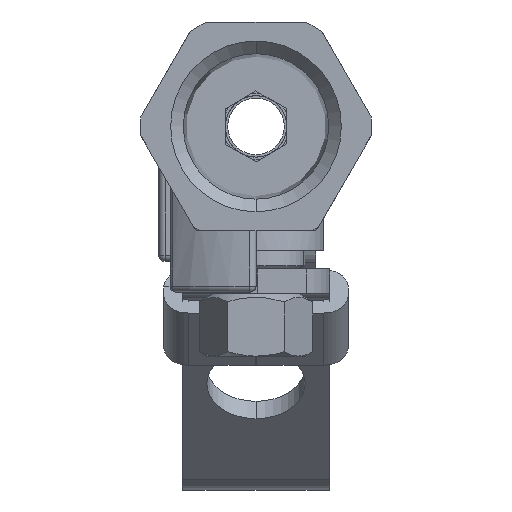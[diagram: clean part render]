
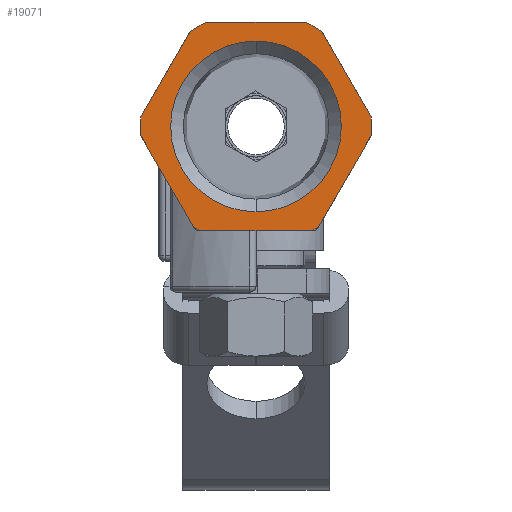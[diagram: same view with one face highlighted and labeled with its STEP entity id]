
A CAD part, front view. The second image highlights one B-rep face of the part: STEP entity #19071.
In plain terms, the highlighted planar face has unit normal (0, -1, 0).
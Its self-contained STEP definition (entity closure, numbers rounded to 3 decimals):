
#256 = CARTESIAN_POINT ( 'NONE',  ( 0., 0.65, 0. ) ) ;
#445 = CIRCLE ( 'NONE', #13216, 6.95 ) ;
#504 = VECTOR ( 'NONE', #21311, 1000. ) ;
#732 = VECTOR ( 'NONE', #18869, 1000. ) ;
#806 = CARTESIAN_POINT ( 'NONE',  ( -4.517, 0.65, -8.5 ) ) ;
#879 = CARTESIAN_POINT ( 'NONE',  ( -9.368, 0.65, -0.774 ) ) ;
#1149 = EDGE_CURVE ( 'NONE', #18211, #17863, #1664, .T. ) ;
#1294 = AXIS2_PLACEMENT_3D ( 'NONE', #5330, #17363, #7066 ) ;
#1444 = CARTESIAN_POINT ( 'NONE',  ( 9.368, 0.65, 0.774 ) ) ;
#1480 = VERTEX_POINT ( 'NONE', #10088 ) ;
#1549 = ORIENTED_EDGE ( 'NONE', *, *, #16135, .T. ) ;
#1556 = LINE ( 'NONE', #22203, #732 ) ;
#1664 = LINE ( 'NONE', #14302, #16944 ) ;
#1665 = LINE ( 'NONE', #11531, #4317 ) ;
#1855 = DIRECTION ( 'NONE',  ( 0., -1., 0. ) ) ;
#1861 = AXIS2_PLACEMENT_3D ( 'NONE', #18645, #11749, #22212 ) ;
#2373 = EDGE_LOOP ( 'NONE', ( #18110, #21547 ) ) ;
#2495 = FACE_BOUND ( 'NONE', #2373, .T. ) ;
#2578 = CARTESIAN_POINT ( 'NONE',  ( -9.815, 0.65, 0. ) ) ;
#2713 = DIRECTION ( 'NONE',  ( -0.5, 0., 0.866 ) ) ;
#2887 = CARTESIAN_POINT ( 'NONE',  ( 0., 0.65, 0. ) ) ;
#3176 = AXIS2_PLACEMENT_3D ( 'NONE', #17812, #7551, #21441 ) ;
#3258 = CIRCLE ( 'NONE', #1861, 9.4 ) ;
#3348 = DIRECTION ( 'NONE',  ( 1., 0., 0. ) ) ;
#3487 = EDGE_CURVE ( 'NONE', #5227, #6483, #21447, .T. ) ;
#3552 = DIRECTION ( 'NONE',  ( 0.5, 0., 0.866 ) ) ;
#3959 = ORIENTED_EDGE ( 'NONE', *, *, #19871, .T. ) ;
#4317 = VECTOR ( 'NONE', #2713, 1000. ) ;
#4591 = AXIS2_PLACEMENT_3D ( 'NONE', #16839, #18391, #11633 ) ;
#4687 = PLANE ( 'NONE',  #21542 ) ;
#4893 = ORIENTED_EDGE ( 'NONE', *, *, #19970, .T. ) ;
#5227 = VERTEX_POINT ( 'NONE', #10826 ) ;
#5330 = CARTESIAN_POINT ( 'NONE',  ( 0., 0.65, 0. ) ) ;
#5331 = CARTESIAN_POINT ( 'NONE',  ( 0., 0.65, -6.95 ) ) ;
#5506 = EDGE_CURVE ( 'NONE', #6483, #1480, #1556, .T. ) ;
#5685 = VERTEX_POINT ( 'NONE', #15853 ) ;
#5772 = CARTESIAN_POINT ( 'NONE',  ( -5.354, 0.65, 7.726 ) ) ;
#6454 = VERTEX_POINT ( 'NONE', #1444 ) ;
#6483 = VERTEX_POINT ( 'NONE', #10327 ) ;
#6599 = ORIENTED_EDGE ( 'NONE', *, *, #11687, .T. ) ;
#7066 = DIRECTION ( 'NONE',  ( 0., 0., 1. ) ) ;
#7076 = CARTESIAN_POINT ( 'NONE',  ( 0., 0.65, 0. ) ) ;
#7085 = ORIENTED_EDGE ( 'NONE', *, *, #21895, .T. ) ;
#7137 = DIRECTION ( 'NONE',  ( 0., -1., 0. ) ) ;
#7323 = FACE_OUTER_BOUND ( 'NONE', #11161, .T. ) ;
#7358 = ORIENTED_EDGE ( 'NONE', *, *, #15551, .F. ) ;
#7551 = DIRECTION ( 'NONE',  ( 0., 1., 0. ) ) ;
#7880 = VERTEX_POINT ( 'NONE', #10457 ) ;
#7988 = ORIENTED_EDGE ( 'NONE', *, *, #3487, .T. ) ;
#8301 = VERTEX_POINT ( 'NONE', #5331 ) ;
#8398 = DIRECTION ( 'NONE',  ( 0., 0., 1. ) ) ;
#8612 = VECTOR ( 'NONE', #3348, 1000. ) ;
#8668 = AXIS2_PLACEMENT_3D ( 'NONE', #7076, #1855, #12036 ) ;
#8738 = ORIENTED_EDGE ( 'NONE', *, *, #13066, .T. ) ;
#8828 = CARTESIAN_POINT ( 'NONE',  ( -5.103, 0.65, -8.162 ) ) ;
#9560 = DIRECTION ( 'NONE',  ( 0., 0., 1. ) ) ;
#10030 = DIRECTION ( 'NONE',  ( 0., 1., 0. ) ) ;
#10088 = CARTESIAN_POINT ( 'NONE',  ( -4.014, 0.65, 8.5 ) ) ;
#10186 = CARTESIAN_POINT ( 'NONE',  ( 0., 0.65, 0. ) ) ;
#10327 = CARTESIAN_POINT ( 'NONE',  ( 4.014, 0.65, 8.5 ) ) ;
#10337 = CARTESIAN_POINT ( 'NONE',  ( 9.368, 0.65, -0.774 ) ) ;
#10401 = VERTEX_POINT ( 'NONE', #13405 ) ;
#10457 = CARTESIAN_POINT ( 'NONE',  ( 0., 0.65, 6.95 ) ) ;
#10826 = CARTESIAN_POINT ( 'NONE',  ( 5.354, 0.65, 7.726 ) ) ;
#11161 = EDGE_LOOP ( 'NONE', ( #12683, #14466, #17412, #7085, #7358, #6599, #1549, #3959, #7988, #19784, #4893, #8738 ) ) ;
#11531 = CARTESIAN_POINT ( 'NONE',  ( 4.907, 0.65, 8.5 ) ) ;
#11592 = DIRECTION ( 'NONE',  ( 0., 0., 1. ) ) ;
#11633 = DIRECTION ( 'NONE',  ( 0., 0., 1. ) ) ;
#11687 = EDGE_CURVE ( 'NONE', #5685, #17306, #20118, .T. ) ;
#11749 = DIRECTION ( 'NONE',  ( 0., -1., 0. ) ) ;
#11921 = AXIS2_PLACEMENT_3D ( 'NONE', #2887, #21644, #9560 ) ;
#12036 = DIRECTION ( 'NONE',  ( 0., 0., 1. ) ) ;
#12048 = VERTEX_POINT ( 'NONE', #5772 ) ;
#12053 = DIRECTION ( 'NONE',  ( 0., 1., 0. ) ) ;
#12233 = DIRECTION ( 'NONE',  ( 0., 0., 1. ) ) ;
#12683 = ORIENTED_EDGE ( 'NONE', *, *, #21301, .T. ) ;
#12764 = CIRCLE ( 'NONE', #11921, 9.626 ) ;
#13066 = EDGE_CURVE ( 'NONE', #12048, #10401, #22241, .T. ) ;
#13216 = AXIS2_PLACEMENT_3D ( 'NONE', #10186, #12053, #8398 ) ;
#13405 = CARTESIAN_POINT ( 'NONE',  ( -9.368, 0.65, 0.774 ) ) ;
#14302 = CARTESIAN_POINT ( 'NONE',  ( -4.907, 0.65, -8.5 ) ) ;
#14466 = ORIENTED_EDGE ( 'NONE', *, *, #1149, .T. ) ;
#14700 = EDGE_CURVE ( 'NONE', #7880, #8301, #445, .T. ) ;
#15111 = VERTEX_POINT ( 'NONE', #19783 ) ;
#15386 = VERTEX_POINT ( 'NONE', #806 ) ;
#15551 = EDGE_CURVE ( 'NONE', #5685, #15111, #12764, .T. ) ;
#15853 = CARTESIAN_POINT ( 'NONE',  ( 5.103, 0.65, -8.162 ) ) ;
#16112 = AXIS2_PLACEMENT_3D ( 'NONE', #256, #7137, #12233 ) ;
#16135 = EDGE_CURVE ( 'NONE', #17306, #6454, #17314, .T. ) ;
#16179 = CIRCLE ( 'NONE', #3176, 9.626 ) ;
#16433 = CIRCLE ( 'NONE', #4591, 9.4 ) ;
#16839 = CARTESIAN_POINT ( 'NONE',  ( 0., 0.65, 0. ) ) ;
#16944 = VECTOR ( 'NONE', #21357, 1000. ) ;
#17193 = LINE ( 'NONE', #20538, #8612 ) ;
#17306 = VERTEX_POINT ( 'NONE', #10337 ) ;
#17314 = CIRCLE ( 'NONE', #16112, 9.4 ) ;
#17363 = DIRECTION ( 'NONE',  ( 0., 1., 0. ) ) ;
#17412 = ORIENTED_EDGE ( 'NONE', *, *, #20456, .F. ) ;
#17812 = CARTESIAN_POINT ( 'NONE',  ( 0., 0.65, 0. ) ) ;
#17863 = VERTEX_POINT ( 'NONE', #8828 ) ;
#18110 = ORIENTED_EDGE ( 'NONE', *, *, #19241, .T. ) ;
#18211 = VERTEX_POINT ( 'NONE', #879 ) ;
#18391 = DIRECTION ( 'NONE',  ( 0., -1., 0. ) ) ;
#18645 = CARTESIAN_POINT ( 'NONE',  ( 0., 0.65, 0. ) ) ;
#18869 = DIRECTION ( 'NONE',  ( -1., 0., 0. ) ) ;
#18916 = CARTESIAN_POINT ( 'NONE',  ( 9.815, 0.65, 0. ) ) ;
#19071 = ADVANCED_FACE ( 'NONE', ( #2495, #7323 ), #4687, .F. ) ;
#19241 = EDGE_CURVE ( 'NONE', #8301, #7880, #21275, .T. ) ;
#19783 = CARTESIAN_POINT ( 'NONE',  ( 4.517, 0.65, -8.5 ) ) ;
#19784 = ORIENTED_EDGE ( 'NONE', *, *, #5506, .T. ) ;
#19871 = EDGE_CURVE ( 'NONE', #6454, #5227, #1665, .T. ) ;
#19970 = EDGE_CURVE ( 'NONE', #1480, #12048, #3258, .T. ) ;
#20118 = LINE ( 'NONE', #18916, #20933 ) ;
#20456 = EDGE_CURVE ( 'NONE', #15386, #17863, #16179, .T. ) ;
#20538 = CARTESIAN_POINT ( 'NONE',  ( 4.907, 0.65, -8.5 ) ) ;
#20933 = VECTOR ( 'NONE', #3552, 1000. ) ;
#21275 = CIRCLE ( 'NONE', #1294, 6.95 ) ;
#21301 = EDGE_CURVE ( 'NONE', #10401, #18211, #16433, .T. ) ;
#21311 = DIRECTION ( 'NONE',  ( -0.5, 0., -0.866 ) ) ;
#21357 = DIRECTION ( 'NONE',  ( 0.5, 0., -0.866 ) ) ;
#21441 = DIRECTION ( 'NONE',  ( 0., 0., 1. ) ) ;
#21447 = CIRCLE ( 'NONE', #8668, 9.4 ) ;
#21542 = AXIS2_PLACEMENT_3D ( 'NONE', #21912, #10030, #11592 ) ;
#21547 = ORIENTED_EDGE ( 'NONE', *, *, #14700, .T. ) ;
#21644 = DIRECTION ( 'NONE',  ( 0., 1., 0. ) ) ;
#21895 = EDGE_CURVE ( 'NONE', #15386, #15111, #17193, .T. ) ;
#21912 = CARTESIAN_POINT ( 'NONE',  ( 5.95, 0.65, 0. ) ) ;
#22203 = CARTESIAN_POINT ( 'NONE',  ( -4.907, 0.65, 8.5 ) ) ;
#22212 = DIRECTION ( 'NONE',  ( 0., 0., 1. ) ) ;
#22241 = LINE ( 'NONE', #2578, #504 ) ;
